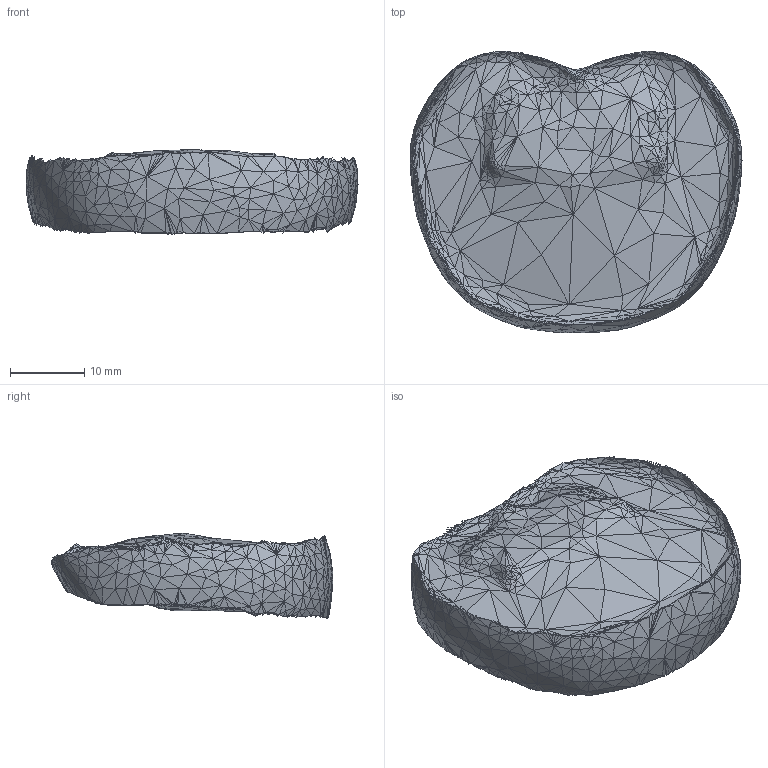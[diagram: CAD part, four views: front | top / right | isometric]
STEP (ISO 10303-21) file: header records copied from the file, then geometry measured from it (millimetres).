
FILE_DESCRIPTION(/* description */ (''),/* implementation_level */ '2;1');
FILE_NAME(/* name */ 'L2.step',/* time_stamp */ '2022-06-21T12:25:43-04:00',/* author */ (''),/* organization */ (''),/* preprocessor_version */ 'ST-DEVELOPER v19',/* originating_system */ 'Autodesk Translation Framework v11.7.0.108',/* authorisation */ '');
FILE_SCHEMA (('AUTOMOTIVE_DESIGN { 1 0 10303 214 3 1 1 }'));
Products named in the file (1): Intervertebral disk of second lumbar vertebra
Bounding box: 44.62 x 37.86 x 11.45 mm (x, y, z)
Volume: 9288.7 mm3; surface area: 3885.6 mm2
Topology: 1 solids, 1 shells, 3406 faces, 5109 edges, 1703 vertices
Faces by surface type: plane 3406
Entity records: 66458 total; most frequent: DIRECTION 11923, CARTESIAN_POINT 10219, ORIENTED_EDGE 10218, LINE 5109, VECTOR 5109, EDGE_CURVE 5109, AXIS2_PLACEMENT_3D 3407, FACE_OUTER_BOUND 3406
